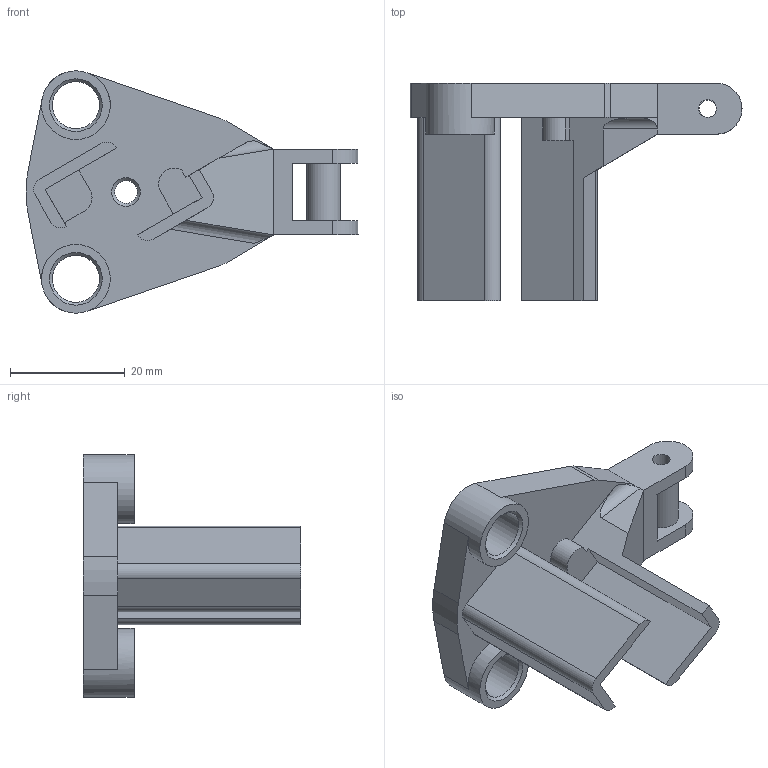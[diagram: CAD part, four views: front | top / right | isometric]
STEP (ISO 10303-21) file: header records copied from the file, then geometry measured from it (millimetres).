
FILE_DESCRIPTION(/* description */ (''),/* implementation_level */ '2;1');
FILE_NAME(/* name */ 'top.step',/* time_stamp */ '2025-05-29T20:17:18+07:00',/* author */ (''),/* organization */ (''),/* preprocessor_version */ 'ST-DEVELOPER v20.1',/* originating_system */ 'Autodesk Translation Framework v14.10.0.0',/* authorisation */ '');
FILE_SCHEMA (('AUTOMOTIVE_DESIGN { 1 0 10303 214 3 1 1 }'));
Length unit declared in the file: millimetre
Products named in the file (4): full_V4_doraemon_hand_fix; TopV2; bush; inner
Assembly tree (3 placements, depth 3):
  full_V4_doraemon_hand_fix
    TopV2
    bush
      inner
Bounding box: 57.96 x 38 x 42.31 mm (x, y, z)
Volume: 12606.8 mm3; surface area: 8033.4 mm2
Topology: 2 solids, 2 shells, 71 faces, 186 edges, 120 vertices
Faces by surface type: plane 39, cylinder 26, cone 6
Full cylindrical faces by diameter (mm): 3 x1, 3.1 x2, 4 x1, 5.9 x1, 8.2 x2, 12 x2
Entity records: 2315 total; most frequent: DIRECTION 404, CARTESIAN_POINT 384, ORIENTED_EDGE 372, EDGE_CURVE 186, AXIS2_PLACEMENT_3D 140, LINE 124, VECTOR 124, VERTEX_POINT 120
